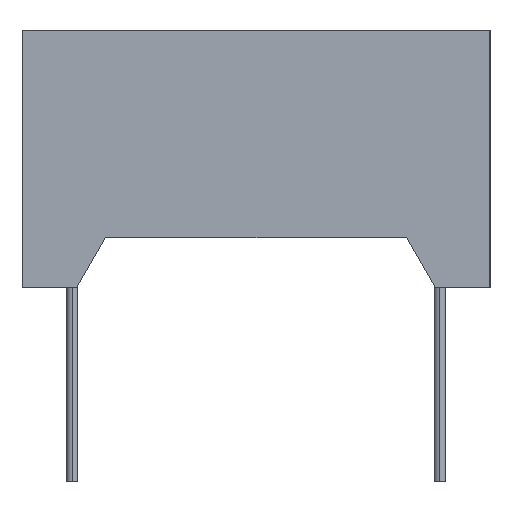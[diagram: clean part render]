
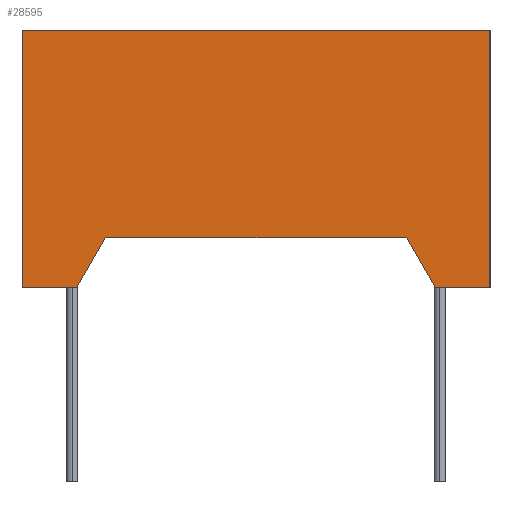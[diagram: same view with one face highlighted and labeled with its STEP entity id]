
A CAD part, left-side view. The second image highlights one B-rep face of the part: STEP entity #28595.
In plain terms, the highlighted planar face has unit normal (-1, 0, 0).
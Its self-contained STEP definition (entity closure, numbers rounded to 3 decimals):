
#168 = CARTESIAN_POINT ( 'NONE',  ( -15., 4.933, 0.75 ) ) ;
#557 = VECTOR ( 'NONE', #17438, 1000. ) ;
#1254 = DIRECTION ( 'NONE',  ( 0., 1., 0. ) ) ;
#1351 = VERTEX_POINT ( 'NONE', #2458 ) ;
#2458 = CARTESIAN_POINT ( 'NONE',  ( -15., 5.366, 0. ) ) ;
#2780 = ORIENTED_EDGE ( 'NONE', *, *, #25261, .F. ) ;
#2805 = VERTEX_POINT ( 'NONE', #32291 ) ;
#2954 = DIRECTION ( 'NONE',  ( 1., 0., 0. ) ) ;
#3128 = EDGE_CURVE ( 'NONE', #26508, #24939, #19146, .T. ) ;
#3309 = LINE ( 'NONE', #13340, #26592 ) ;
#3401 = ORIENTED_EDGE ( 'NONE', *, *, #21388, .F. ) ;
#3620 = CARTESIAN_POINT ( 'NONE',  ( -15., -7., 3.85 ) ) ;
#4272 = VERTEX_POINT ( 'NONE', #20303 ) ;
#4768 = ORIENTED_EDGE ( 'NONE', *, *, #29447, .F. ) ;
#4904 = DIRECTION ( 'NONE',  ( 0., -1., 0. ) ) ;
#5145 = VECTOR ( 'NONE', #13645, 1000. ) ;
#7417 = CARTESIAN_POINT ( 'NONE',  ( -15., 7., 3.85 ) ) ;
#7537 = ORIENTED_EDGE ( 'NONE', *, *, #20260, .F. ) ;
#7904 = VECTOR ( 'NONE', #18802, 1000. ) ;
#8704 = EDGE_CURVE ( 'NONE', #26508, #19249, #26103, .T. ) ;
#9515 = LINE ( 'NONE', #31609, #29666 ) ;
#9654 = ORIENTED_EDGE ( 'NONE', *, *, #30560, .F. ) ;
#9702 = ORIENTED_EDGE ( 'NONE', *, *, #10241, .T. ) ;
#9758 = FACE_OUTER_BOUND ( 'NONE', #13989, .T. ) ;
#10241 = EDGE_CURVE ( 'NONE', #2805, #4272, #32117, .T. ) ;
#10490 = ORIENTED_EDGE ( 'NONE', *, *, #8704, .T. ) ;
#10840 = CARTESIAN_POINT ( 'NONE',  ( -15., 7., 0. ) ) ;
#11129 = VERTEX_POINT ( 'NONE', #13929 ) ;
#11274 = LINE ( 'NONE', #21249, #7904 ) ;
#11970 = CARTESIAN_POINT ( 'NONE',  ( -15., -6.183, 0. ) ) ;
#13340 = CARTESIAN_POINT ( 'NONE',  ( -15., -4.933, 0.75 ) ) ;
#13645 = DIRECTION ( 'NONE',  ( 0., 0., 1. ) ) ;
#13929 = CARTESIAN_POINT ( 'NONE',  ( -15., 7., 7.7 ) ) ;
#13989 = EDGE_LOOP ( 'NONE', ( #2780, #9702, #3401, #20676, #10490, #4768, #9654, #7537 ) ) ;
#14431 = VECTOR ( 'NONE', #14811, 1000. ) ;
#14811 = DIRECTION ( 'NONE',  ( 0., 0.5, -0.866 ) ) ;
#16091 = VECTOR ( 'NONE', #4904, 1000. ) ;
#16249 = AXIS2_PLACEMENT_3D ( 'NONE', #26827, #2954, #17928 ) ;
#16931 = CARTESIAN_POINT ( 'NONE',  ( -15., -7., 0. ) ) ;
#17438 = DIRECTION ( 'NONE',  ( 0., 0., 1. ) ) ;
#17445 = LINE ( 'NONE', #168, #14431 ) ;
#17481 = CARTESIAN_POINT ( 'NONE',  ( -15., -5.366, 0. ) ) ;
#17928 = DIRECTION ( 'NONE',  ( 0., 1., 0. ) ) ;
#18802 = DIRECTION ( 'NONE',  ( 0., -1., 0. ) ) ;
#19146 = LINE ( 'NONE', #11970, #23959 ) ;
#19249 = VERTEX_POINT ( 'NONE', #31678 ) ;
#19883 = LINE ( 'NONE', #7417, #557 ) ;
#20260 = EDGE_CURVE ( 'NONE', #1351, #27666, #9515, .T. ) ;
#20303 = CARTESIAN_POINT ( 'NONE',  ( -15., -4.5, 1.5 ) ) ;
#20676 = ORIENTED_EDGE ( 'NONE', *, *, #3128, .F. ) ;
#21249 = CARTESIAN_POINT ( 'NONE',  ( -15., 0., 7.7 ) ) ;
#21388 = EDGE_CURVE ( 'NONE', #24939, #4272, #3309, .T. ) ;
#22626 = CARTESIAN_POINT ( 'NONE',  ( -15., 0., 1.5 ) ) ;
#23959 = VECTOR ( 'NONE', #24393, 1000. ) ;
#24393 = DIRECTION ( 'NONE',  ( 0., 1., 0. ) ) ;
#24939 = VERTEX_POINT ( 'NONE', #17481 ) ;
#25261 = EDGE_CURVE ( 'NONE', #2805, #1351, #17445, .T. ) ;
#26103 = LINE ( 'NONE', #3620, #5145 ) ;
#26508 = VERTEX_POINT ( 'NONE', #16931 ) ;
#26592 = VECTOR ( 'NONE', #27933, 1000. ) ;
#26827 = CARTESIAN_POINT ( 'NONE',  ( -15., -7., 1.5 ) ) ;
#27666 = VERTEX_POINT ( 'NONE', #10840 ) ;
#27933 = DIRECTION ( 'NONE',  ( 0., 0.5, 0.866 ) ) ;
#28595 = ADVANCED_FACE ( 'NONE', ( #9758 ), #31561, .F. ) ;
#29447 = EDGE_CURVE ( 'NONE', #11129, #19249, #11274, .T. ) ;
#29666 = VECTOR ( 'NONE', #1254, 1000. ) ;
#30560 = EDGE_CURVE ( 'NONE', #27666, #11129, #19883, .T. ) ;
#31561 = PLANE ( 'NONE',  #16249 ) ;
#31609 = CARTESIAN_POINT ( 'NONE',  ( -15., 6.183, 0. ) ) ;
#31678 = CARTESIAN_POINT ( 'NONE',  ( -15., -7., 7.7 ) ) ;
#32117 = LINE ( 'NONE', #22626, #16091 ) ;
#32291 = CARTESIAN_POINT ( 'NONE',  ( -15., 4.5, 1.5 ) ) ;
